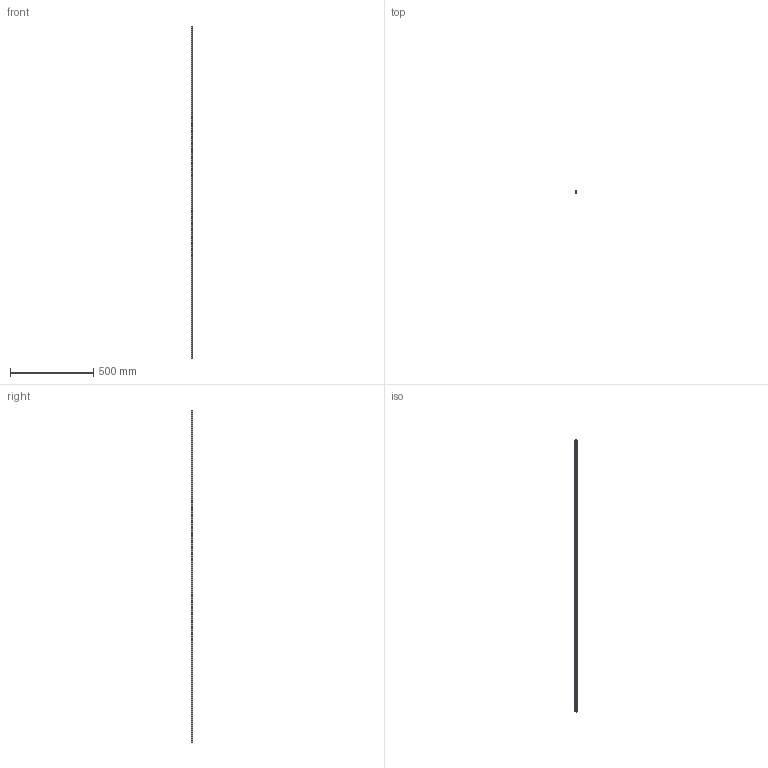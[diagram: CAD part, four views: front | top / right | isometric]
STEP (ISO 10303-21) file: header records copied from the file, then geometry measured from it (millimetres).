
FILE_DESCRIPTION (( 'STEP AP214' ), '1' );
FILE_NAME ('40-6 Panel Gasket-Slot Cover(40DPG-1411-001-00).STEP', '2023-08-30T13:39:50', ( '' ), ( '' ), 'SwSTEP 2.0', 'SolidWorks 2020', '' );
FILE_SCHEMA (( 'AUTOMOTIVE_DESIGN' ));
Length unit declared in the file: millimetre
Products named in the file (1): 40-6 Panel Gasket-Slot Cover(40DPG-1411-001-00)
Bounding box: 8.71 x 11.08 x 2000 mm (x, y, z)
Volume: 61657.1 mm3; surface area: 124904.6 mm2
Topology: 1 solids, 1 shells, 33 faces, 93 edges, 62 vertices
Faces by surface type: plane 28, cylinder 5
Entity records: 1091 total; most frequent: CARTESIAN_POINT 189, ORIENTED_EDGE 186, DIRECTION 171, EDGE_CURVE 93, LINE 83, VECTOR 83, VERTEX_POINT 62, AXIS2_PLACEMENT_3D 44
